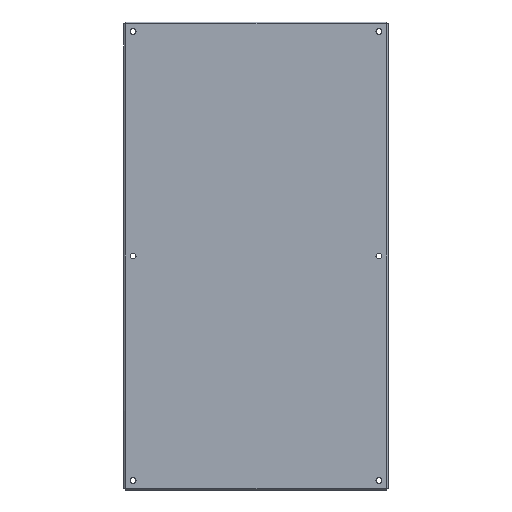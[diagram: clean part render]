
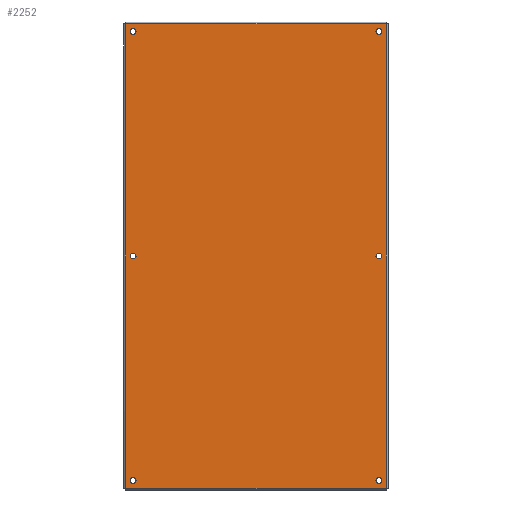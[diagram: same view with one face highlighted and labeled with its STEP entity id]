
A CAD part, front view. The second image highlights one B-rep face of the part: STEP entity #2252.
In plain terms, the highlighted planar face has unit normal (0, -1, 0).
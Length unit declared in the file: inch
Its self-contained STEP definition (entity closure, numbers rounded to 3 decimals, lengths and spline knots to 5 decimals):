
#6 = VERTEX_POINT ( 'NONE', #250 ) ;
#18 = EDGE_CURVE ( 'NONE', #736, #6, #1470, .T. ) ;
#45 = CARTESIAN_POINT ( 'NONE',  ( -12.2525, 0., -21.815 ) ) ;
#48 = CIRCLE ( 'NONE', #639, 0.28125 ) ;
#90 = VERTEX_POINT ( 'NONE', #981 ) ;
#91 = VERTEX_POINT ( 'NONE', #213 ) ;
#96 = EDGE_CURVE ( 'NONE', #2109, #1179, #1850, .T. ) ;
#103 = FACE_BOUND ( 'NONE', #373, .T. ) ;
#139 = AXIS2_PLACEMENT_3D ( 'NONE', #561, #1893, #553 ) ;
#142 = ORIENTED_EDGE ( 'NONE', *, *, #2382, .T. ) ;
#166 = CARTESIAN_POINT ( 'NONE',  ( 11.5625, 0., 21.125 ) ) ;
#177 = CARTESIAN_POINT ( 'NONE',  ( 11.5625, 0., 21.125 ) ) ;
#185 = CARTESIAN_POINT ( 'NONE',  ( -11.5625, 0., 0.28125 ) ) ;
#200 = FACE_OUTER_BOUND ( 'NONE', #1603, .T. ) ;
#213 = CARTESIAN_POINT ( 'NONE',  ( -11.5625, 0., -21.40625 ) ) ;
#250 = CARTESIAN_POINT ( 'NONE',  ( -11.5625, 0., 20.84375 ) ) ;
#323 = CIRCLE ( 'NONE', #139, 0.28125 ) ;
#324 = DIRECTION ( 'NONE',  ( 0., 0., 1. ) ) ;
#339 = DIRECTION ( 'NONE',  ( 0., 0., 1. ) ) ;
#344 = ORIENTED_EDGE ( 'NONE', *, *, #18, .T. ) ;
#373 = EDGE_LOOP ( 'NONE', ( #344, #499 ) ) ;
#395 = DIRECTION ( 'NONE',  ( 0., 0., 1. ) ) ;
#403 = CARTESIAN_POINT ( 'NONE',  ( 12.2525, 0., -21.815 ) ) ;
#424 = CARTESIAN_POINT ( 'NONE',  ( -12.2525, 0., -21.815 ) ) ;
#430 = DIRECTION ( 'NONE',  ( 0., 0., 1. ) ) ;
#433 = PLANE ( 'NONE',  #1687 ) ;
#435 = DIRECTION ( 'NONE',  ( 0., 0., -1. ) ) ;
#447 = DIRECTION ( 'NONE',  ( 0., -1., 0. ) ) ;
#482 = DIRECTION ( 'NONE',  ( 0., 0., 1. ) ) ;
#499 = ORIENTED_EDGE ( 'NONE', *, *, #861, .T. ) ;
#503 = AXIS2_PLACEMENT_3D ( 'NONE', #2432, #1315, #1293 ) ;
#529 = DIRECTION ( 'NONE',  ( 0., 1., 0. ) ) ;
#545 = DIRECTION ( 'NONE',  ( 0., 1., 0. ) ) ;
#553 = DIRECTION ( 'NONE',  ( 0., 0., 1. ) ) ;
#560 = DIRECTION ( 'NONE',  ( 0., 0., 1. ) ) ;
#561 = CARTESIAN_POINT ( 'NONE',  ( -11.5625, 0., 0. ) ) ;
#570 = DIRECTION ( 'NONE',  ( 0., 1., 0. ) ) ;
#591 = EDGE_LOOP ( 'NONE', ( #142, #941 ) ) ;
#606 = DIRECTION ( 'NONE',  ( 0., 0., 1. ) ) ;
#627 = ORIENTED_EDGE ( 'NONE', *, *, #1260, .T. ) ;
#628 = EDGE_CURVE ( 'NONE', #2323, #2464, #2185, .T. ) ;
#630 = DIRECTION ( 'NONE',  ( -1., 0., 0. ) ) ;
#639 = AXIS2_PLACEMENT_3D ( 'NONE', #2375, #1041, #482 ) ;
#690 = CARTESIAN_POINT ( 'NONE',  ( 11.5625, 0., -21.40625 ) ) ;
#708 = DIRECTION ( 'NONE',  ( 0., 1., 0. ) ) ;
#714 = CIRCLE ( 'NONE', #1921, 0.28125 ) ;
#730 = DIRECTION ( 'NONE',  ( 0., 0., 1. ) ) ;
#736 = VERTEX_POINT ( 'NONE', #1062 ) ;
#775 = VECTOR ( 'NONE', #1359, 39.37008 ) ;
#796 = ORIENTED_EDGE ( 'NONE', *, *, #1205, .T. ) ;
#800 = CARTESIAN_POINT ( 'NONE',  ( 11.5625, 0., 0. ) ) ;
#834 = DIRECTION ( 'NONE',  ( 0., 1., 0. ) ) ;
#840 = LINE ( 'NONE', #45, #2058 ) ;
#853 = CARTESIAN_POINT ( 'NONE',  ( 11.5625, 0., 20.84375 ) ) ;
#861 = EDGE_CURVE ( 'NONE', #6, #736, #1596, .T. ) ;
#864 = ORIENTED_EDGE ( 'NONE', *, *, #628, .T. ) ;
#873 = EDGE_CURVE ( 'NONE', #1217, #2109, #2445, .T. ) ;
#877 = VECTOR ( 'NONE', #1174, 39.37008 ) ;
#905 = CIRCLE ( 'NONE', #1354, 0.28125 ) ;
#913 = CARTESIAN_POINT ( 'NONE',  ( -12.2525, 0., 21.815 ) ) ;
#936 = ORIENTED_EDGE ( 'NONE', *, *, #96, .T. ) ;
#941 = ORIENTED_EDGE ( 'NONE', *, *, #1825, .T. ) ;
#962 = DIRECTION ( 'NONE',  ( 0., 1., 0. ) ) ;
#969 = EDGE_CURVE ( 'NONE', #1179, #2266, #840, .T. ) ;
#972 = CARTESIAN_POINT ( 'NONE',  ( -11.5625, 0., -20.84375 ) ) ;
#980 = CIRCLE ( 'NONE', #1418, 0.28125 ) ;
#981 = CARTESIAN_POINT ( 'NONE',  ( 11.5625, 0., 21.40625 ) ) ;
#1041 = DIRECTION ( 'NONE',  ( 0., 1., 0. ) ) ;
#1062 = CARTESIAN_POINT ( 'NONE',  ( -11.5625, 0., 21.40625 ) ) ;
#1069 = CARTESIAN_POINT ( 'NONE',  ( -11.5625, 0., -21.125 ) ) ;
#1078 = DIRECTION ( 'NONE',  ( 0., 0., 1. ) ) ;
#1152 = ORIENTED_EDGE ( 'NONE', *, *, #1473, .T. ) ;
#1173 = CARTESIAN_POINT ( 'NONE',  ( 12.2525, 0., 21.815 ) ) ;
#1174 = DIRECTION ( 'NONE',  ( 0., 0., 1. ) ) ;
#1179 = VERTEX_POINT ( 'NONE', #913 ) ;
#1205 = EDGE_CURVE ( 'NONE', #1292, #2093, #2340, .T. ) ;
#1208 = EDGE_LOOP ( 'NONE', ( #2461, #1152 ) ) ;
#1217 = VERTEX_POINT ( 'NONE', #1908 ) ;
#1260 = EDGE_CURVE ( 'NONE', #2464, #2323, #905, .T. ) ;
#1292 = VERTEX_POINT ( 'NONE', #2107 ) ;
#1293 = DIRECTION ( 'NONE',  ( 0., 0., 1. ) ) ;
#1315 = DIRECTION ( 'NONE',  ( 0., 1., 0. ) ) ;
#1354 = AXIS2_PLACEMENT_3D ( 'NONE', #800, #962, #606 ) ;
#1359 = DIRECTION ( 'NONE',  ( 1., 0., 0. ) ) ;
#1392 = AXIS2_PLACEMENT_3D ( 'NONE', #1936, #2331, #430 ) ;
#1407 = FACE_BOUND ( 'NONE', #1208, .T. ) ;
#1418 = AXIS2_PLACEMENT_3D ( 'NONE', #166, #1510, #560 ) ;
#1470 = CIRCLE ( 'NONE', #1392, 0.28125 ) ;
#1473 = EDGE_CURVE ( 'NONE', #2426, #1576, #48, .T. ) ;
#1477 = VERTEX_POINT ( 'NONE', #853 ) ;
#1480 = EDGE_LOOP ( 'NONE', ( #1801, #796 ) ) ;
#1488 = ORIENTED_EDGE ( 'NONE', *, *, #969, .T. ) ;
#1489 = CARTESIAN_POINT ( 'NONE',  ( -11.5625, 0., -21.125 ) ) ;
#1510 = DIRECTION ( 'NONE',  ( 0., 1., 0. ) ) ;
#1522 = FACE_BOUND ( 'NONE', #591, .T. ) ;
#1548 = EDGE_CURVE ( 'NONE', #2093, #1292, #323, .T. ) ;
#1576 = VERTEX_POINT ( 'NONE', #1694 ) ;
#1580 = CIRCLE ( 'NONE', #1818, 0.28125 ) ;
#1589 = CARTESIAN_POINT ( 'NONE',  ( -12.2525, 0., -21.815 ) ) ;
#1596 = CIRCLE ( 'NONE', #2245, 0.28125 ) ;
#1603 = EDGE_LOOP ( 'NONE', ( #1821, #936, #1488, #2001 ) ) ;
#1618 = EDGE_CURVE ( 'NONE', #2266, #1217, #1750, .T. ) ;
#1645 = FACE_BOUND ( 'NONE', #1480, .T. ) ;
#1687 = AXIS2_PLACEMENT_3D ( 'NONE', #1589, #447, #1800 ) ;
#1694 = CARTESIAN_POINT ( 'NONE',  ( 11.5625, 0., -20.84375 ) ) ;
#1726 = CARTESIAN_POINT ( 'NONE',  ( -11.5625, 0., 21.125 ) ) ;
#1746 = AXIS2_PLACEMENT_3D ( 'NONE', #1786, #834, #2349 ) ;
#1750 = LINE ( 'NONE', #1919, #775 ) ;
#1786 = CARTESIAN_POINT ( 'NONE',  ( 11.5625, 0., 0. ) ) ;
#1789 = EDGE_CURVE ( 'NONE', #1576, #2426, #714, .T. ) ;
#1790 = CARTESIAN_POINT ( 'NONE',  ( -12.2525, 0., 21.815 ) ) ;
#1800 = DIRECTION ( 'NONE',  ( 0., 0., -1. ) ) ;
#1801 = ORIENTED_EDGE ( 'NONE', *, *, #1548, .T. ) ;
#1813 = EDGE_CURVE ( 'NONE', #90, #1477, #980, .T. ) ;
#1818 = AXIS2_PLACEMENT_3D ( 'NONE', #1069, #708, #324 ) ;
#1821 = ORIENTED_EDGE ( 'NONE', *, *, #873, .T. ) ;
#1825 = EDGE_CURVE ( 'NONE', #91, #2228, #2235, .T. ) ;
#1850 = LINE ( 'NONE', #1790, #2419 ) ;
#1852 = CARTESIAN_POINT ( 'NONE',  ( 11.5625, 0., -21.125 ) ) ;
#1871 = CIRCLE ( 'NONE', #2439, 0.28125 ) ;
#1893 = DIRECTION ( 'NONE',  ( 0., 1., 0. ) ) ;
#1908 = CARTESIAN_POINT ( 'NONE',  ( 12.2525, 0., -21.815 ) ) ;
#1911 = EDGE_LOOP ( 'NONE', ( #627, #864 ) ) ;
#1919 = CARTESIAN_POINT ( 'NONE',  ( -12.2525, 0., -21.815 ) ) ;
#1921 = AXIS2_PLACEMENT_3D ( 'NONE', #1852, #529, #1078 ) ;
#1924 = DIRECTION ( 'NONE',  ( 0., 1., 0. ) ) ;
#1936 = CARTESIAN_POINT ( 'NONE',  ( -11.5625, 0., 21.125 ) ) ;
#1963 = CARTESIAN_POINT ( 'NONE',  ( 11.5625, 0., -0.28125 ) ) ;
#1972 = ORIENTED_EDGE ( 'NONE', *, *, #1983, .T. ) ;
#1983 = EDGE_CURVE ( 'NONE', #1477, #90, #1871, .T. ) ;
#2001 = ORIENTED_EDGE ( 'NONE', *, *, #1618, .T. ) ;
#2050 = AXIS2_PLACEMENT_3D ( 'NONE', #1489, #570, #339 ) ;
#2058 = VECTOR ( 'NONE', #435, 39.37008 ) ;
#2073 = ORIENTED_EDGE ( 'NONE', *, *, #1813, .T. ) ;
#2093 = VERTEX_POINT ( 'NONE', #185 ) ;
#2107 = CARTESIAN_POINT ( 'NONE',  ( -11.5625, 0., -0.28125 ) ) ;
#2109 = VERTEX_POINT ( 'NONE', #1173 ) ;
#2181 = FACE_BOUND ( 'NONE', #2469, .T. ) ;
#2185 = CIRCLE ( 'NONE', #1746, 0.28125 ) ;
#2228 = VERTEX_POINT ( 'NONE', #972 ) ;
#2235 = CIRCLE ( 'NONE', #2050, 0.28125 ) ;
#2245 = AXIS2_PLACEMENT_3D ( 'NONE', #1726, #1924, #395 ) ;
#2252 = ADVANCED_FACE ( 'NONE', ( #200, #1522, #1645, #103, #1407, #2470, #2181 ), #433, .T. ) ;
#2266 = VERTEX_POINT ( 'NONE', #424 ) ;
#2323 = VERTEX_POINT ( 'NONE', #1963 ) ;
#2331 = DIRECTION ( 'NONE',  ( 0., 1., 0. ) ) ;
#2340 = CIRCLE ( 'NONE', #503, 0.28125 ) ;
#2349 = DIRECTION ( 'NONE',  ( 0., 0., 1. ) ) ;
#2375 = CARTESIAN_POINT ( 'NONE',  ( 11.5625, 0., -21.125 ) ) ;
#2382 = EDGE_CURVE ( 'NONE', #2228, #91, #1580, .T. ) ;
#2419 = VECTOR ( 'NONE', #630, 39.37008 ) ;
#2426 = VERTEX_POINT ( 'NONE', #690 ) ;
#2432 = CARTESIAN_POINT ( 'NONE',  ( -11.5625, 0., 0. ) ) ;
#2439 = AXIS2_PLACEMENT_3D ( 'NONE', #177, #545, #730 ) ;
#2445 = LINE ( 'NONE', #403, #877 ) ;
#2461 = ORIENTED_EDGE ( 'NONE', *, *, #1789, .T. ) ;
#2464 = VERTEX_POINT ( 'NONE', #2475 ) ;
#2469 = EDGE_LOOP ( 'NONE', ( #2073, #1972 ) ) ;
#2470 = FACE_BOUND ( 'NONE', #1911, .T. ) ;
#2475 = CARTESIAN_POINT ( 'NONE',  ( 11.5625, 0., 0.28125 ) ) ;
